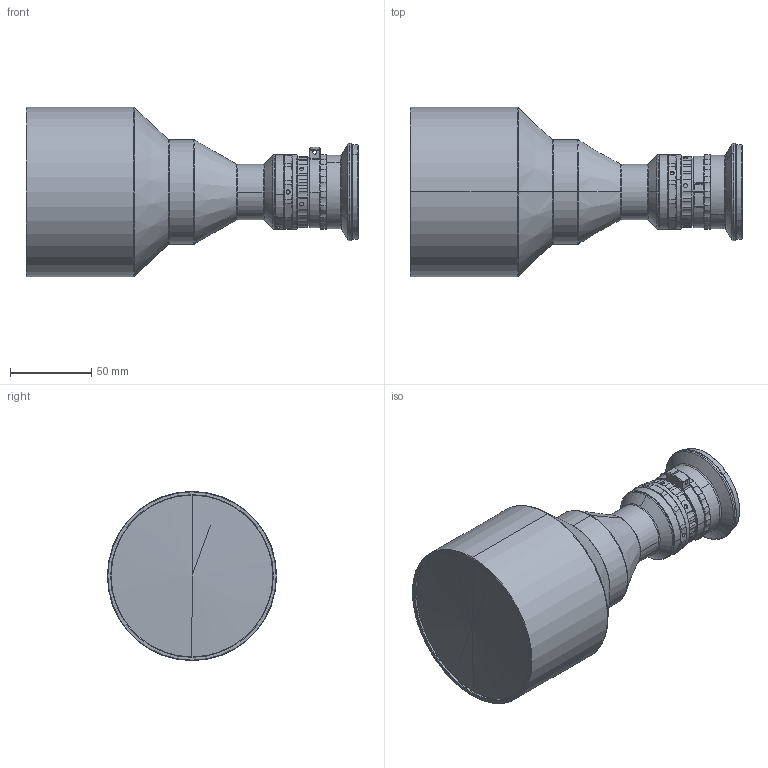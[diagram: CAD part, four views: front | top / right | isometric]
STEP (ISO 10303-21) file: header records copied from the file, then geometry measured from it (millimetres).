
FILE_DESCRIPTION (( 'STEP AP203' ), '1' );
FILE_NAME ('DTCA185-81-G-M58-AL.STEP', '2022-10-08T03:43:49', ( '' ), ( '' ), 'SwSTEP 2.0', 'SolidWorks 2017', '' );
FILE_SCHEMA (( 'CONFIG_CONTROL_DESIGN' ));
Length unit declared in the file: millimetre
Products named in the file (1): DTCA185-81-G-M58-AL
Bounding box: 204.03 x 104 x 104 mm (x, y, z)
Volume: 890549.4 mm3; surface area: 62074.9 mm2
Topology: 1 solids, 1 shells, 513 faces, 1317 edges, 837 vertices
Faces by surface type: cylinder 162, cone 156, plane 132, bspline 63
Entity records: 19049 total; most frequent: CARTESIAN_POINT 7020, ORIENTED_EDGE 2626, DIRECTION 2382, EDGE_CURVE 1313, AXIS2_PLACEMENT_3D 991, VERTEX_POINT 837, EDGE_LOOP 552, CIRCLE 540
